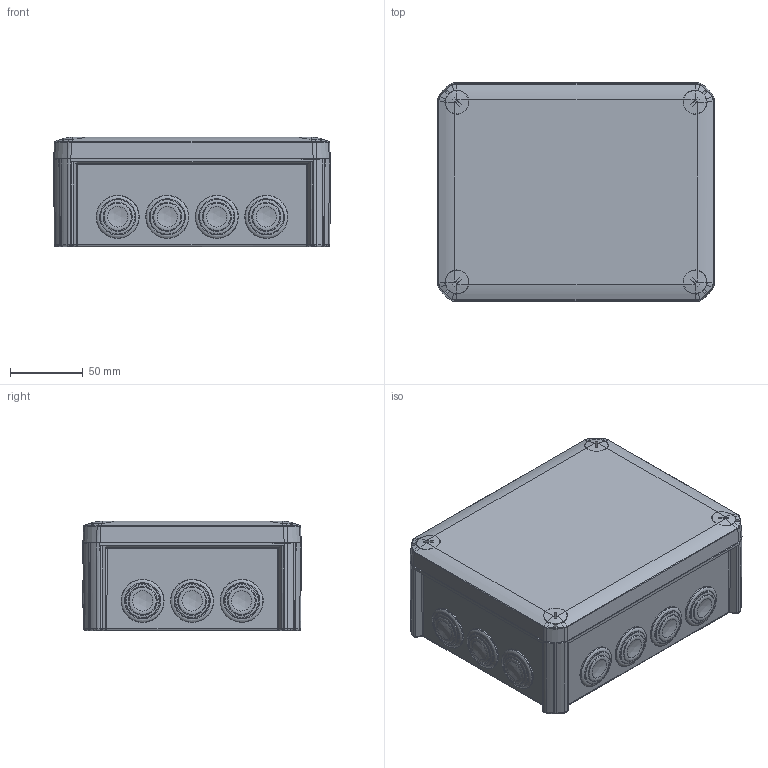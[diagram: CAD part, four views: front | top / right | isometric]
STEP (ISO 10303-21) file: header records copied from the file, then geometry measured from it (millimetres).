
FILE_DESCRIPTION (( 'STEP AP214' ), '1' );
FILE_NAME ('2007440.stp', '2023-06-21T13:07:25', ( '' ), ( '' ), 'SwSTEP 2.0', 'SolidWorks 2022', '' );
FILE_SCHEMA (( 'AUTOMOTIVE_DESIGN' ));
Length unit declared in the file: millimetre
Products named in the file (11): Deckel-Drehraste-T160_T160-Deckel VDE; 038039_T160lang-T250quer; 037243_Standard; ED170-04-02_Standard; 037240_Standard; 2007440; ED550-02_VDE-IP66; 0068977_LGR; 0069005_Standard; ED950_WKZ-Injection mold 6236; ED550-01_Einführung-M25-M32
Assembly tree (29 placements, depth 3):
  2007440
    ED550-01_Einführung-M25-M32
    Deckel-Drehraste-T160_T160-Deckel VDE
      ED550-02_VDE-IP66
      ED950_WKZ-Injection mold 6236  x4
    0068977_LGR  x7
    0069005_Standard  x5
    037243_Standard  x5
      037240_Standard
    038039_T160lang-T250quer  x2
    ED170-04-02_Standard  x2
Bounding box: 190 x 150.19 x 75.15 mm (x, y, z)
Volume: 413496.2 mm3; surface area: 310738.5 mm2
Topology: 27 solids, 31 shells, 3180 faces, 8629 edges, 5413 vertices
Faces by surface type: plane 1443, cylinder 631, bspline 629, cone 365, torus 100, sphere 12
Full cylindrical faces by diameter (mm): 4.6 x20, 11.2 x4, 15.9 x4, 16 x4, 18.6 x7, 19.958 x5, 19.963 x7, 22.6 x7, 24 x7, 24.3 x7, 25.2 x14, 26.9 x7, 29.5 x7, 32.2 x5
Entity records: 133491 total; most frequent: CARTESIAN_POINT 91280, ORIENTED_EDGE 10130, DIRECTION 6533, EDGE_CURVE 5065, VERTEX_POINT 3186, AXIS2_PLACEMENT_3D 2242, EDGE_LOOP 2097, VECTOR 2049
